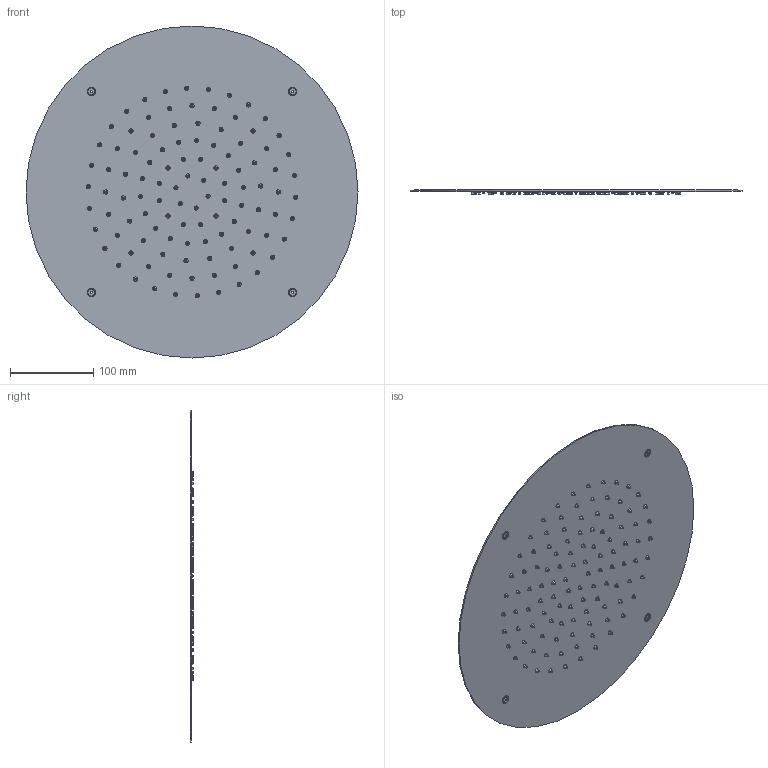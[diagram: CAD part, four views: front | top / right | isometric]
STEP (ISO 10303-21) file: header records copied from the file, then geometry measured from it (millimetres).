
FILE_DESCRIPTION((''),'2;1');
FILE_NAME('ZSOF303CR','2021-11-15T15:44:20',('ut3'),('PAFFONI SpA'),'CREO PARAMETRIC BY PTC INC, 2020044','CREO PARAMETRIC BY PTC INC, 2020044','');
FILE_SCHEMA(('CONFIG_CONTROL_DESIGN','SHAPE_APPEARANCE_LAYERS_GROUPS'));
Products named in the file (1): ZSOF303CR
Bounding box: 400 x 4.8 x 400 mm (x, y, z)
Volume: 189089 mm3; surface area: 261948.5 mm2
Topology: 1 solids, 1 shells, 1732 faces, 3946 edges, 2336 vertices
Faces by surface type: torus 1096, cylinder 482, plane 146, cone 8
Entity records: 62393 total; most frequent: DIRECTION 10794, CARTESIAN_POINT 8014, ORIENTED_EDGE 7892, AXIS2_PLACEMENT_3D 5116, EDGE_CURVE 3946, CIRCLE 3384, VERTEX_POINT 2336, EDGE_LOOP 2076
